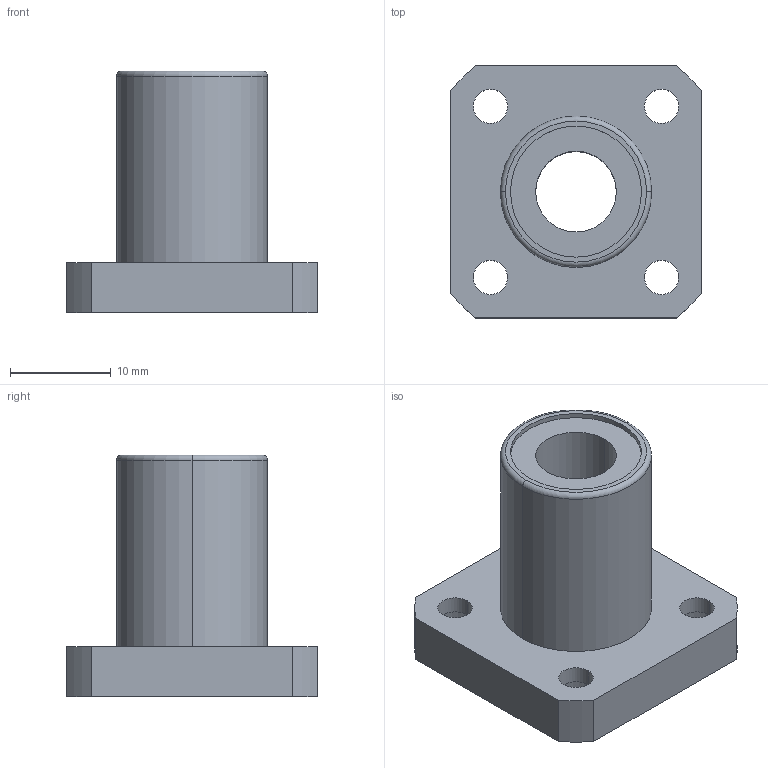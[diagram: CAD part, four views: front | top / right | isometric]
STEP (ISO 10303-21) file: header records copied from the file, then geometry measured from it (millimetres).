
FILE_DESCRIPTION (( 'STEP AP214' ), '1' );
FILE_NAME ('LMK8.STEP', '2025-12-02T18:24:23', ( '' ), ( '' ), 'SwSTEP 2.0', 'SolidWorks 2024', '' );
FILE_SCHEMA (( 'AUTOMOTIVE_DESIGN' ));
Length unit declared in the file: millimetre
Products named in the file (1): LMK8
Bounding box: 25 x 25 x 24 mm (x, y, z)
Volume: 4629.2 mm3; surface area: 3399.5 mm2
Topology: 1 solids, 1 shells, 312 faces, 838 edges, 558 vertices
Faces by surface type: plane 177, bspline 105, cylinder 28, torus 2
Entity records: 15379 total; most frequent: CARTESIAN_POINT 8174, ORIENTED_EDGE 1676, DIRECTION 1104, EDGE_CURVE 838, LINE 568, VECTOR 568, VERTEX_POINT 558, EDGE_LOOP 352
